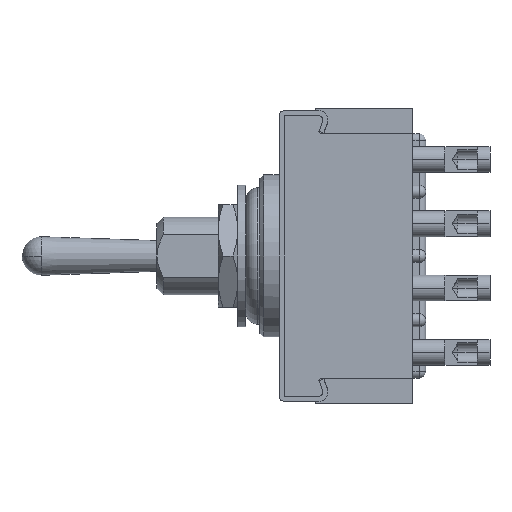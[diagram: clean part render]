
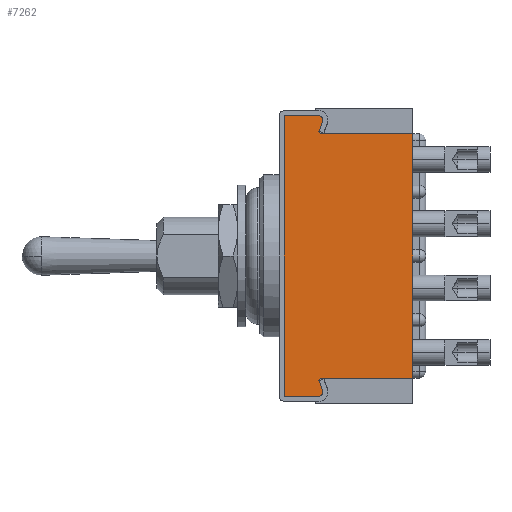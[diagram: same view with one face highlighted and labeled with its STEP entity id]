
A CAD part, left-side view. The second image highlights one B-rep face of the part: STEP entity #7262.
In plain terms, the highlighted planar face has unit normal (-1, 0, 0).
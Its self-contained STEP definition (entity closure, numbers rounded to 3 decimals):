
#193 = LINE ( 'NONE', #6948, #347 ) ;
#199 = CARTESIAN_POINT ( 'NONE',  ( -7.4, 0., 9.5 ) ) ;
#297 = VERTEX_POINT ( 'NONE', #9135 ) ;
#347 = VECTOR ( 'NONE', #3108, 1000. ) ;
#581 = DIRECTION ( 'NONE',  ( 0., -0.579, 0.815 ) ) ;
#650 = CARTESIAN_POINT ( 'NONE',  ( -7.4, 10., 10.9 ) ) ;
#680 = VECTOR ( 'NONE', #581, 1000. ) ;
#687 = ORIENTED_EDGE ( 'NONE', *, *, #8380, .T. ) ;
#688 = VERTEX_POINT ( 'NONE', #199 ) ;
#798 = DIRECTION ( 'NONE',  ( 0., 0., -1. ) ) ;
#830 = CARTESIAN_POINT ( 'NONE',  ( -7.4, 7.3, -9.689 ) ) ;
#913 = ORIENTED_EDGE ( 'NONE', *, *, #3778, .T. ) ;
#1151 = VERTEX_POINT ( 'NONE', #3895 ) ;
#1499 = EDGE_CURVE ( 'NONE', #5764, #6125, #2129, .T. ) ;
#1595 = VERTEX_POINT ( 'NONE', #1978 ) ;
#1672 = CARTESIAN_POINT ( 'NONE',  ( -7.4, 7.3, -10.9 ) ) ;
#1673 = DIRECTION ( 'NONE',  ( 0., 0., -1. ) ) ;
#1771 = VERTEX_POINT ( 'NONE', #4153 ) ;
#1777 = AXIS2_PLACEMENT_3D ( 'NONE', #11193, #8292, #798 ) ;
#1781 = EDGE_CURVE ( 'NONE', #4040, #11133, #11840, .T. ) ;
#1792 = CARTESIAN_POINT ( 'NONE',  ( -7.4, 10., 10.9 ) ) ;
#1805 = CARTESIAN_POINT ( 'NONE',  ( -7.4, 7.3, 10.6 ) ) ;
#1978 = CARTESIAN_POINT ( 'NONE',  ( -7.4, 7.166, 9.5 ) ) ;
#2129 = LINE ( 'NONE', #650, #11989 ) ;
#2132 = LINE ( 'NONE', #12305, #11992 ) ;
#2161 = VECTOR ( 'NONE', #4818, 1000. ) ;
#2175 = LINE ( 'NONE', #4879, #3991 ) ;
#2207 = ORIENTED_EDGE ( 'NONE', *, *, #2399, .F. ) ;
#2399 = EDGE_CURVE ( 'NONE', #1771, #9574, #8191, .T. ) ;
#2805 = DIRECTION ( 'NONE',  ( 0., 0.329, -0.944 ) ) ;
#2919 = DIRECTION ( 'NONE',  ( 0., 0., -1. ) ) ;
#3008 = ORIENTED_EDGE ( 'NONE', *, *, #6049, .F. ) ;
#3057 = DIRECTION ( 'NONE',  ( -1., 0., 0. ) ) ;
#3069 = LINE ( 'NONE', #12334, #5032 ) ;
#3108 = DIRECTION ( 'NONE',  ( 0., -1., 0. ) ) ;
#3322 = LINE ( 'NONE', #12256, #9011 ) ;
#3380 = VECTOR ( 'NONE', #2919, 1000. ) ;
#3778 = EDGE_CURVE ( 'NONE', #11133, #4168, #2175, .T. ) ;
#3857 = ORIENTED_EDGE ( 'NONE', *, *, #7488, .F. ) ;
#3895 = CARTESIAN_POINT ( 'NONE',  ( -7.4, 7.166, -9.5 ) ) ;
#3991 = VECTOR ( 'NONE', #11539, 1000. ) ;
#4040 = VERTEX_POINT ( 'NONE', #1672 ) ;
#4043 = EDGE_LOOP ( 'NONE', ( #9832, #5972, #4193, #9415, #913, #5256, #687, #10414, #3857, #3008, #7034, #2207 ) ) ;
#4153 = CARTESIAN_POINT ( 'NONE',  ( -7.4, 7.3, 10.9 ) ) ;
#4168 = VERTEX_POINT ( 'NONE', #830 ) ;
#4193 = ORIENTED_EDGE ( 'NONE', *, *, #10296, .T. ) ;
#4333 = AXIS2_PLACEMENT_3D ( 'NONE', #1805, #7423, #1673 ) ;
#4562 = DIRECTION ( 'NONE',  ( 0., 0., 1. ) ) ;
#4614 = VERTEX_POINT ( 'NONE', #10067 ) ;
#4818 = DIRECTION ( 'NONE',  ( 0., -0.579, -0.815 ) ) ;
#4821 = CARTESIAN_POINT ( 'NONE',  ( -7.4, 7.017, -10.501 ) ) ;
#4863 = CARTESIAN_POINT ( 'NONE',  ( -7.4, 7.017, 10.501 ) ) ;
#4879 = CARTESIAN_POINT ( 'NONE',  ( -7.4, 7.017, -10.501 ) ) ;
#5032 = VECTOR ( 'NONE', #5758, 1000. ) ;
#5256 = ORIENTED_EDGE ( 'NONE', *, *, #12331, .T. ) ;
#5698 = CARTESIAN_POINT ( 'NONE',  ( -7.4, 7.3, 9.689 ) ) ;
#5758 = DIRECTION ( 'NONE',  ( 0., -1., 0. ) ) ;
#5764 = VERTEX_POINT ( 'NONE', #10587 ) ;
#5783 = CARTESIAN_POINT ( 'NONE',  ( -7.4, 0., 9.5 ) ) ;
#5972 = ORIENTED_EDGE ( 'NONE', *, *, #1499, .F. ) ;
#6049 = EDGE_CURVE ( 'NONE', #4614, #1595, #9645, .T. ) ;
#6125 = VERTEX_POINT ( 'NONE', #1792 ) ;
#6321 = CARTESIAN_POINT ( 'NONE',  ( -7.4, 7.3, -9.689 ) ) ;
#6609 = DIRECTION ( 'NONE',  ( 0., -1., 0. ) ) ;
#6651 = EDGE_CURVE ( 'NONE', #6125, #1771, #3069, .T. ) ;
#6895 = CARTESIAN_POINT ( 'NONE',  ( -7.4, 7.3, -10.6 ) ) ;
#6948 = CARTESIAN_POINT ( 'NONE',  ( -7.4, 7.166, 9.5 ) ) ;
#6969 = DIRECTION ( 'NONE',  ( 0., 0., 1. ) ) ;
#7034 = ORIENTED_EDGE ( 'NONE', *, *, #8990, .F. ) ;
#7117 = DIRECTION ( 'NONE',  ( 0., -1., 0. ) ) ;
#7262 = ADVANCED_FACE ( 'NONE', ( #9945 ), #10380, .F. ) ;
#7423 = DIRECTION ( 'NONE',  ( 1., 0., 0. ) ) ;
#7488 = EDGE_CURVE ( 'NONE', #1595, #688, #193, .T. ) ;
#7646 = AXIS2_PLACEMENT_3D ( 'NONE', #6895, #3057, #6969 ) ;
#7935 = VECTOR ( 'NONE', #7117, 1000. ) ;
#8191 = CIRCLE ( 'NONE', #1777, 0.3 ) ;
#8292 = DIRECTION ( 'NONE',  ( 1., 0., 0. ) ) ;
#8380 = EDGE_CURVE ( 'NONE', #1151, #297, #2132, .T. ) ;
#8990 = EDGE_CURVE ( 'NONE', #9574, #4614, #3322, .T. ) ;
#9011 = VECTOR ( 'NONE', #2805, 1000. ) ;
#9135 = CARTESIAN_POINT ( 'NONE',  ( -7.4, 0., -9.5 ) ) ;
#9415 = ORIENTED_EDGE ( 'NONE', *, *, #1781, .T. ) ;
#9574 = VERTEX_POINT ( 'NONE', #4863 ) ;
#9645 = LINE ( 'NONE', #5698, #2161 ) ;
#9832 = ORIENTED_EDGE ( 'NONE', *, *, #6651, .F. ) ;
#9882 = LINE ( 'NONE', #11758, #7935 ) ;
#9945 = FACE_OUTER_BOUND ( 'NONE', #4043, .T. ) ;
#10067 = CARTESIAN_POINT ( 'NONE',  ( -7.4, 7.3, 9.689 ) ) ;
#10296 = EDGE_CURVE ( 'NONE', #5764, #4040, #9882, .T. ) ;
#10380 = PLANE ( 'NONE',  #4333 ) ;
#10414 = ORIENTED_EDGE ( 'NONE', *, *, #12018, .F. ) ;
#10421 = LINE ( 'NONE', #5783, #3380 ) ;
#10587 = CARTESIAN_POINT ( 'NONE',  ( -7.4, 10., -10.9 ) ) ;
#11133 = VERTEX_POINT ( 'NONE', #4821 ) ;
#11193 = CARTESIAN_POINT ( 'NONE',  ( -7.4, 7.3, 10.6 ) ) ;
#11539 = DIRECTION ( 'NONE',  ( 0., 0.329, 0.944 ) ) ;
#11758 = CARTESIAN_POINT ( 'NONE',  ( -7.4, 10., -10.9 ) ) ;
#11840 = CIRCLE ( 'NONE', #7646, 0.3 ) ;
#11989 = VECTOR ( 'NONE', #4562, 1000. ) ;
#11992 = VECTOR ( 'NONE', #6609, 1000. ) ;
#12018 = EDGE_CURVE ( 'NONE', #688, #297, #10421, .T. ) ;
#12187 = LINE ( 'NONE', #6321, #680 ) ;
#12256 = CARTESIAN_POINT ( 'NONE',  ( -7.4, 7.017, 10.501 ) ) ;
#12305 = CARTESIAN_POINT ( 'NONE',  ( -7.4, 7.166, -9.5 ) ) ;
#12331 = EDGE_CURVE ( 'NONE', #4168, #1151, #12187, .T. ) ;
#12334 = CARTESIAN_POINT ( 'NONE',  ( -7.4, 10., 10.9 ) ) ;
